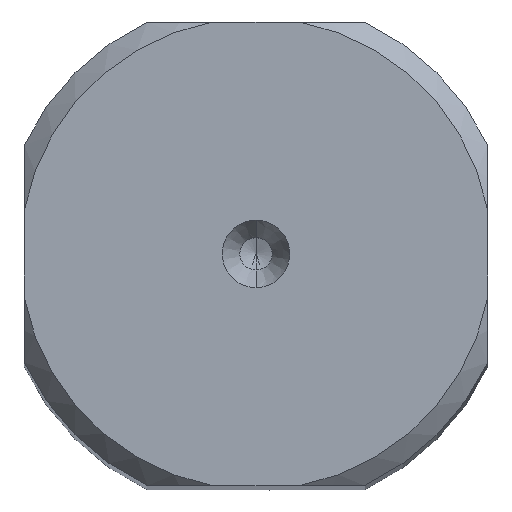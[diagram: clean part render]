
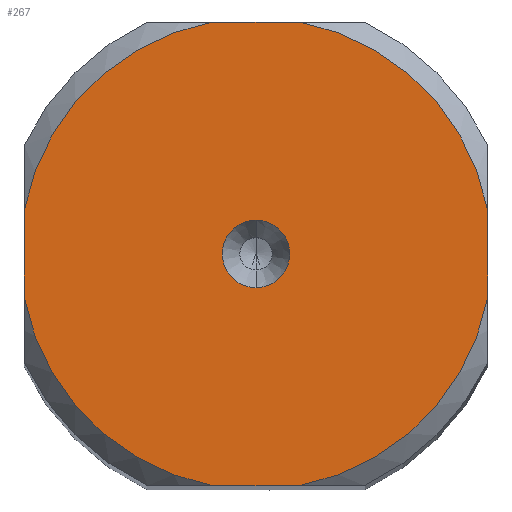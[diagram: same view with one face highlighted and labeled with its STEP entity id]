
A CAD part, top view. The second image highlights one B-rep face of the part: STEP entity #267.
In plain terms, the highlighted planar face has unit normal (0, 0, 1).
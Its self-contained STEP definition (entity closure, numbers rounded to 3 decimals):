
#267=ADVANCED_FACE('',(#389,#390),#360,.T.);
#360=PLANE('',#1799);
#389=FACE_BOUND('',#397,.T.);
#390=FACE_BOUND('',#398,.T.);
#397=EDGE_LOOP('',(#568,#569,#570,#571,#572,#573,#574,#575));
#398=EDGE_LOOP('',(#576,#577));
#494=CIRCLE('',#1793,11.7);
#495=CIRCLE('',#1794,11.7);
#496=CIRCLE('',#1795,11.7);
#497=CIRCLE('',#1796,11.7);
#498=CIRCLE('',#1797,1.675);
#499=CIRCLE('',#1798,1.675);
#568=ORIENTED_EDGE('',*,*,#1246,.F.);
#569=ORIENTED_EDGE('',*,*,#1247,.T.);
#570=ORIENTED_EDGE('',*,*,#1248,.F.);
#571=ORIENTED_EDGE('',*,*,#1249,.T.);
#572=ORIENTED_EDGE('',*,*,#1250,.F.);
#573=ORIENTED_EDGE('',*,*,#1251,.T.);
#574=ORIENTED_EDGE('',*,*,#1252,.F.);
#575=ORIENTED_EDGE('',*,*,#1253,.T.);
#576=ORIENTED_EDGE('',*,*,#1254,.T.);
#577=ORIENTED_EDGE('',*,*,#1255,.T.);
#1078=VERTEX_POINT('',#2482);
#1079=VERTEX_POINT('',#2483);
#1080=VERTEX_POINT('',#2485);
#1081=VERTEX_POINT('',#2487);
#1082=VERTEX_POINT('',#2489);
#1083=VERTEX_POINT('',#2491);
#1084=VERTEX_POINT('',#2493);
#1085=VERTEX_POINT('',#2495);
#1086=VERTEX_POINT('',#2498);
#1087=VERTEX_POINT('',#2499);
#1246=EDGE_CURVE('',#1078,#1079,#1501,.T.);
#1247=EDGE_CURVE('',#1078,#1080,#494,.T.);
#1248=EDGE_CURVE('',#1081,#1080,#1502,.T.);
#1249=EDGE_CURVE('',#1081,#1082,#495,.T.);
#1250=EDGE_CURVE('',#1083,#1082,#1503,.T.);
#1251=EDGE_CURVE('',#1083,#1084,#496,.T.);
#1252=EDGE_CURVE('',#1085,#1084,#1504,.T.);
#1253=EDGE_CURVE('',#1085,#1079,#497,.T.);
#1254=EDGE_CURVE('',#1086,#1087,#498,.T.);
#1255=EDGE_CURVE('',#1087,#1086,#499,.T.);
#1501=LINE('',#2481,#1610);
#1502=LINE('',#2486,#1611);
#1503=LINE('',#2490,#1612);
#1504=LINE('',#2494,#1613);
#1610=VECTOR('',#1996,1.);
#1611=VECTOR('',#1999,1.);
#1612=VECTOR('',#2002,1.);
#1613=VECTOR('',#2005,1.);
#1793=AXIS2_PLACEMENT_3D('',#2484,#1997,#1998);
#1794=AXIS2_PLACEMENT_3D('',#2488,#2000,#2001);
#1795=AXIS2_PLACEMENT_3D('',#2492,#2003,#2004);
#1796=AXIS2_PLACEMENT_3D('',#2496,#2006,#2007);
#1797=AXIS2_PLACEMENT_3D('',#2497,#2008,#2009);
#1798=AXIS2_PLACEMENT_3D('',#2500,#2010,#2011);
#1799=AXIS2_PLACEMENT_3D('',#2501,#2012,#2013);
#1996=DIRECTION('',(0.,1.,0.));
#1997=DIRECTION('',(0.,0.,1.));
#1998=DIRECTION('',(-0.983,-0.184,0.));
#1999=DIRECTION('',(-1.,0.,0.));
#2000=DIRECTION('',(0.,0.,1.));
#2001=DIRECTION('',(0.184,-0.983,0.));
#2002=DIRECTION('',(0.,-1.,0.));
#2003=DIRECTION('',(0.,0.,1.));
#2004=DIRECTION('',(0.983,0.184,0.));
#2005=DIRECTION('',(1.,0.,0.));
#2006=DIRECTION('',(0.,0.,1.));
#2007=DIRECTION('',(-0.184,0.983,0.));
#2008=DIRECTION('',(0.,0.,-1.));
#2009=DIRECTION('',(0.,1.,0.));
#2010=DIRECTION('',(0.,0.,-1.));
#2011=DIRECTION('',(0.,-1.,0.));
#2012=DIRECTION('',(0.,0.,1.));
#2013=DIRECTION('',(-1.,0.,0.));
#2481=CARTESIAN_POINT('',(-11.5,-2.154,0.));
#2482=CARTESIAN_POINT('',(-11.5,-2.154,0.));
#2483=CARTESIAN_POINT('',(-11.5,2.154,0.));
#2484=CARTESIAN_POINT('',(0.,0.,0.));
#2485=CARTESIAN_POINT('',(-2.154,-11.5,0.));
#2486=CARTESIAN_POINT('',(2.154,-11.5,0.));
#2487=CARTESIAN_POINT('',(2.154,-11.5,0.));
#2488=CARTESIAN_POINT('',(0.,0.,0.));
#2489=CARTESIAN_POINT('',(11.5,-2.154,0.));
#2490=CARTESIAN_POINT('',(11.5,2.154,0.));
#2491=CARTESIAN_POINT('',(11.5,2.154,0.));
#2492=CARTESIAN_POINT('',(0.,0.,0.));
#2493=CARTESIAN_POINT('',(2.154,11.5,0.));
#2494=CARTESIAN_POINT('',(-2.154,11.5,0.));
#2495=CARTESIAN_POINT('',(-2.154,11.5,0.));
#2496=CARTESIAN_POINT('',(0.,0.,0.));
#2497=CARTESIAN_POINT('',(0.,0.,0.));
#2498=CARTESIAN_POINT('',(0.,1.675,0.));
#2499=CARTESIAN_POINT('',(0.,-1.675,0.));
#2500=CARTESIAN_POINT('',(0.,0.,0.));
#2501=CARTESIAN_POINT('',(0.,0.,0.));
